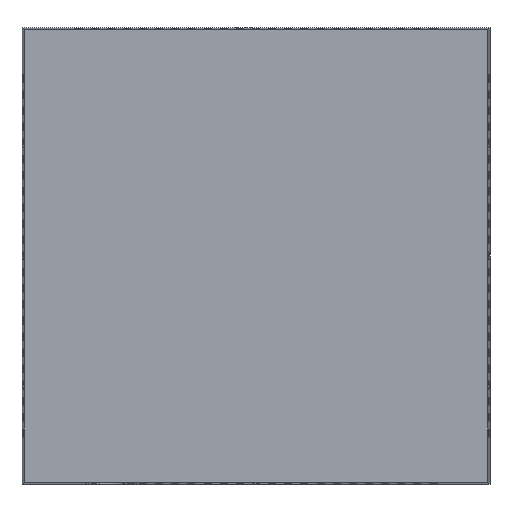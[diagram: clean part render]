
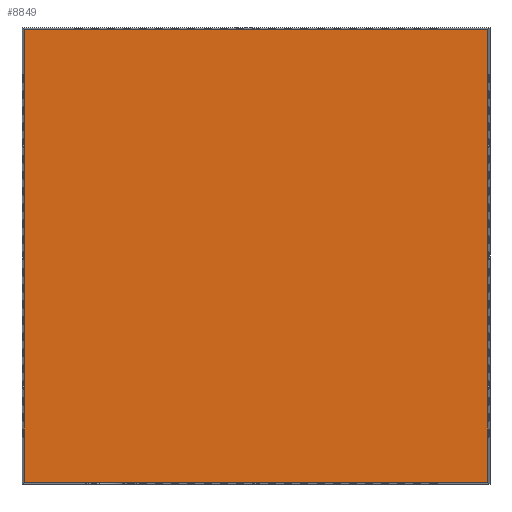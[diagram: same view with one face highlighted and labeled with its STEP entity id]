
A CAD part, top view. The second image highlights one B-rep face of the part: STEP entity #8849.
In plain terms, the highlighted planar face has unit normal (0, 0, 1).
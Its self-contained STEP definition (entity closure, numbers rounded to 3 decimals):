
#586=PLANE('',#9290);
#995=FACE_OUTER_BOUND('',#1516,.T.);
#1516=EDGE_LOOP('',(#8131,#8132,#8133,#8134));
#2775=LINE('',#13755,#3969);
#2776=LINE('',#13757,#3970);
#2777=LINE('',#13759,#3971);
#2778=LINE('',#13760,#3972);
#3969=VECTOR('',#11323,10.);
#3970=VECTOR('',#11324,10.);
#3971=VECTOR('',#11325,10.);
#3972=VECTOR('',#11326,10.);
#4798=VERTEX_POINT('',#13753);
#4799=VERTEX_POINT('',#13754);
#4800=VERTEX_POINT('',#13756);
#4801=VERTEX_POINT('',#13758);
#6004=EDGE_CURVE('',#4798,#4799,#2775,.T.);
#6005=EDGE_CURVE('',#4799,#4800,#2776,.T.);
#6006=EDGE_CURVE('',#4800,#4801,#2777,.T.);
#6007=EDGE_CURVE('',#4801,#4798,#2778,.T.);
#8131=ORIENTED_EDGE('',*,*,#6004,.T.);
#8132=ORIENTED_EDGE('',*,*,#6005,.T.);
#8133=ORIENTED_EDGE('',*,*,#6006,.T.);
#8134=ORIENTED_EDGE('',*,*,#6007,.T.);
#8849=ADVANCED_FACE('',(#995),#586,.T.);
#9290=AXIS2_PLACEMENT_3D('',#13752,#11321,#11322);
#11321=DIRECTION('center_axis',(0.,0.,1.));
#11322=DIRECTION('ref_axis',(1.,0.,0.));
#11323=DIRECTION('',(1.,0.,0.));
#11324=DIRECTION('',(0.,1.,0.));
#11325=DIRECTION('',(-1.,0.,0.));
#11326=DIRECTION('',(0.,-1.,0.));
#13752=CARTESIAN_POINT('Origin',(53.243,-6.339,7.));
#13753=CARTESIAN_POINT('',(-4.257,-62.409,7.));
#13754=CARTESIAN_POINT('',(110.743,-62.409,7.));
#13755=CARTESIAN_POINT('',(110.743,-62.409,7.));
#13756=CARTESIAN_POINT('',(110.743,49.731,7.));
#13757=CARTESIAN_POINT('',(110.743,49.731,7.));
#13758=CARTESIAN_POINT('',(-4.257,49.731,7.));
#13759=CARTESIAN_POINT('',(-4.257,49.731,7.));
#13760=CARTESIAN_POINT('',(-4.257,-62.409,7.));
